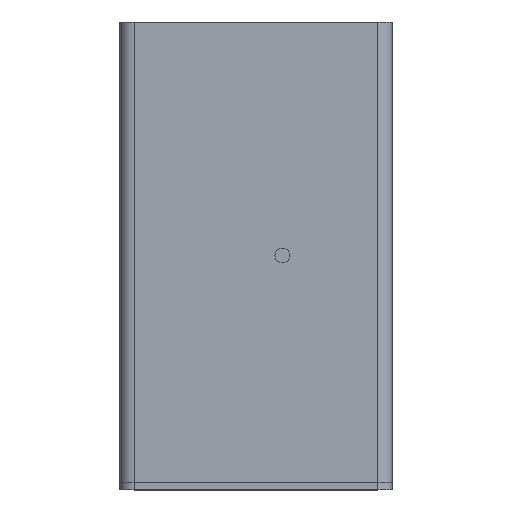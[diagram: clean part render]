
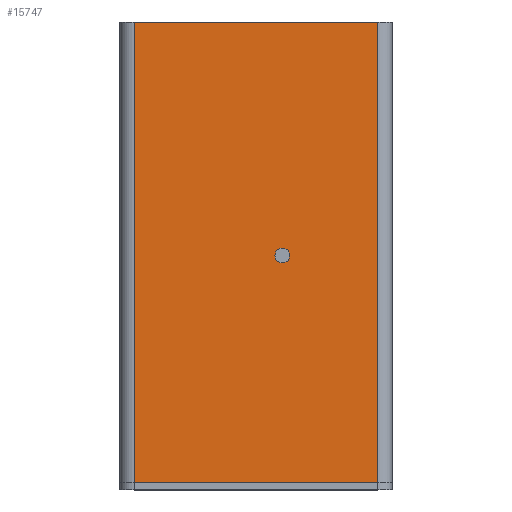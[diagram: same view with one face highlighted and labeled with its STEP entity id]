
A CAD part, top view. The second image highlights one B-rep face of the part: STEP entity #15747.
In plain terms, the highlighted planar face has unit normal (0, 0, 1).
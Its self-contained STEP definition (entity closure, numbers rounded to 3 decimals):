
#186=FACE_BOUND('',#3092,.T.);
#836=PLANE('',#16704);
#2210=FACE_OUTER_BOUND('',#3091,.T.);
#3091=EDGE_LOOP('',(#14732,#14733,#14734,#14735));
#3092=EDGE_LOOP('',(#14736));
#4958=LINE('',#24847,#6899);
#4963=LINE('',#24864,#6904);
#4972=LINE('',#24887,#6913);
#5012=LINE('',#24978,#6953);
#6899=VECTOR('',#20218,10.);
#6904=VECTOR('',#20233,10.);
#6913=VECTOR('',#20258,10.);
#6953=VECTOR('',#20362,10.);
#7146=CIRCLE('',#16657,0.5);
#8493=VERTEX_POINT('',#24839);
#8495=VERTEX_POINT('',#24844);
#8496=VERTEX_POINT('',#24846);
#8503=VERTEX_POINT('',#24862);
#8509=VERTEX_POINT('',#24885);
#10544=EDGE_CURVE('',#8493,#8493,#7146,.T.);
#10546=EDGE_CURVE('',#8495,#8496,#4958,.T.);
#10555=EDGE_CURVE('',#8503,#8495,#4963,.T.);
#10567=EDGE_CURVE('',#8509,#8503,#4972,.T.);
#10611=EDGE_CURVE('',#8509,#8496,#5012,.T.);
#14732=ORIENTED_EDGE('',*,*,#10546,.F.);
#14733=ORIENTED_EDGE('',*,*,#10555,.F.);
#14734=ORIENTED_EDGE('',*,*,#10567,.F.);
#14735=ORIENTED_EDGE('',*,*,#10611,.T.);
#14736=ORIENTED_EDGE('',*,*,#10544,.T.);
#15747=ADVANCED_FACE('',(#2210,#186),#836,.T.);
#16657=AXIS2_PLACEMENT_3D('',#24841,#20212,#20213);
#16704=AXIS2_PLACEMENT_3D('',#24977,#20360,#20361);
#20212=DIRECTION('center_axis',(0.,0.,-1.));
#20213=DIRECTION('ref_axis',(1.,0.,0.));
#20218=DIRECTION('',(0.,1.,0.));
#20233=DIRECTION('',(-1.,0.,0.));
#20258=DIRECTION('',(0.,-1.,0.));
#20360=DIRECTION('center_axis',(0.,0.,1.));
#20361=DIRECTION('ref_axis',(-1.,0.,0.));
#20362=DIRECTION('',(-1.,0.,0.));
#24839=CARTESIAN_POINT('',(2.078,-1.208,7.9));
#24841=CARTESIAN_POINT('Origin',(2.578,-1.208,7.9));
#24844=CARTESIAN_POINT('',(-17.5,-32.,7.9));
#24846=CARTESIAN_POINT('',(-17.5,30.5,7.9));
#24847=CARTESIAN_POINT('',(-17.5,30.5,7.9));
#24862=CARTESIAN_POINT('',(15.5,-32.,7.9));
#24864=CARTESIAN_POINT('',(8.25,-32.,7.9));
#24885=CARTESIAN_POINT('',(15.5,30.5,7.9));
#24887=CARTESIAN_POINT('',(15.5,30.5,7.9));
#24977=CARTESIAN_POINT('Origin',(17.5,30.5,7.9));
#24978=CARTESIAN_POINT('',(17.5,30.5,7.9));
